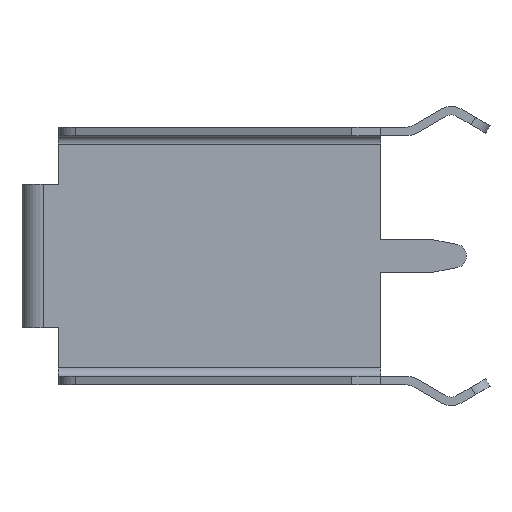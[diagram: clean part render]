
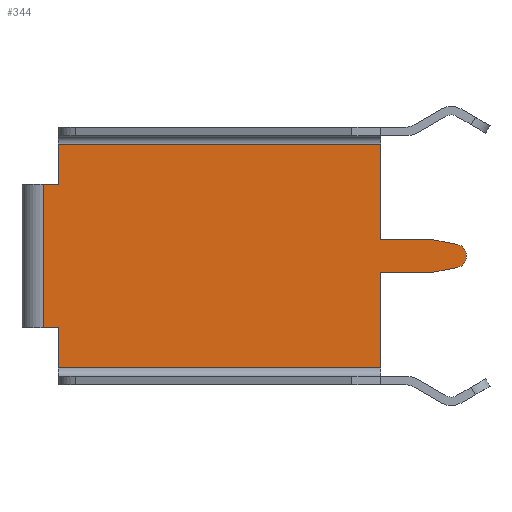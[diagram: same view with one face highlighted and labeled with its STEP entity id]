
A CAD part, left-side view. The second image highlights one B-rep face of the part: STEP entity #344.
In plain terms, the highlighted planar face has unit normal (-1, 0, 0).
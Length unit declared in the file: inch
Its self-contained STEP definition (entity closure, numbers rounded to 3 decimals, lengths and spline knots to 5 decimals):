
#37=VERTEX_POINT ( 'NONE', #1028 ) ;
#40=EDGE_CURVE ( 'NONE', #41, #37, #1068, .T. ) ;
#41=VERTEX_POINT ( 'NONE', #1065 ) ;
#263=EDGE_CURVE ( 'NONE', #284, #288, #1234, .T. ) ;
#284=VERTEX_POINT ( 'NONE', #1233 ) ;
#288=VERTEX_POINT ( 'NONE', #1129 ) ;
#344=ADVANCED_FACE ( 'NONE', ( #1407 ), #1406, .T. ) ;
#345=ORIENTED_EDGE ( 'NONE', *, *, #507, .F. ) ;
#346=EDGE_CURVE ( 'NONE', #403, #509, #1397, .T. ) ;
#347=ORIENTED_EDGE ( 'NONE', *, *, #263, .F. ) ;
#348=ORIENTED_EDGE ( 'NONE', *, *, #349, .F. ) ;
#349=EDGE_CURVE ( 'NONE', #500, #529, #1401, .T. ) ;
#350=EDGE_CURVE ( 'NONE', #41, #284, #1398, .T. ) ;
#351=EDGE_CURVE ( 'NONE', #506, #504, #1424, .T. ) ;
#352=EDGE_CURVE ( 'NONE', #403, #404, #1422, .T. ) ;
#353=ORIENTED_EDGE ( 'NONE', *, *, #532, .F. ) ;
#355=EDGE_CURVE ( 'NONE', #372, #379, #1403, .T. ) ;
#368=EDGE_CURVE ( 'NONE', #509, #372, #1068, .T. ) ;
#372=VERTEX_POINT ( 'NONE', #1346 ) ;
#379=VERTEX_POINT ( 'NONE', #1341 ) ;
#389=ORIENTED_EDGE ( 'NONE', *, *, #390, .F. ) ;
#390=EDGE_CURVE ( 'NONE', #288, #451, #1372, .T. ) ;
#398=ORIENTED_EDGE ( 'NONE', *, *, #399, .F. ) ;
#399=EDGE_CURVE ( 'NONE', #400, #407, #1390, .T. ) ;
#400=VERTEX_POINT ( 'NONE', #1172 ) ;
#402=ORIENTED_EDGE ( 'NONE', *, *, #352, .F. ) ;
#403=VERTEX_POINT ( 'NONE', #1388 ) ;
#404=VERTEX_POINT ( 'NONE', #1387 ) ;
#405=ORIENTED_EDGE ( 'NONE', *, *, #406, .F. ) ;
#406=EDGE_CURVE ( 'NONE', #407, #506, #1386, .T. ) ;
#407=VERTEX_POINT ( 'NONE', #1123 ) ;
#444=ORIENTED_EDGE ( 'NONE', *, *, #450, .F. ) ;
#450=EDGE_CURVE ( 'NONE', #451, #400, #1417, .T. ) ;
#451=VERTEX_POINT ( 'NONE', #1125 ) ;
#495=ORIENTED_EDGE ( 'NONE', *, *, #368, .T. ) ;
#496=ORIENTED_EDGE ( 'NONE', *, *, #350, .F. ) ;
#497=ORIENTED_EDGE ( 'NONE', *, *, #346, .T. ) ;
#498=ORIENTED_EDGE ( 'NONE', *, *, #355, .T. ) ;
#499=ORIENTED_EDGE ( 'NONE', *, *, #40, .T. ) ;
#500=VERTEX_POINT ( 'NONE', #1107 ) ;
#501=ORIENTED_EDGE ( 'NONE', *, *, #502, .F. ) ;
#502=EDGE_CURVE ( 'NONE', #504, #500, #1513, .T. ) ;
#503=EDGE_LOOP ( 'NONE', ( #347, #496, #499, #345, #402, #497, #495, #498, #353, #348, #501, #505, #405, #398, #444, #389 ) ) ;
#504=VERTEX_POINT ( 'NONE', #1131 ) ;
#505=ORIENTED_EDGE ( 'NONE', *, *, #351, .F. ) ;
#506=VERTEX_POINT ( 'NONE', #1149 ) ;
#507=EDGE_CURVE ( 'NONE', #404, #37, #1525, .T. ) ;
#509=VERTEX_POINT ( 'NONE', #1524 ) ;
#529=VERTEX_POINT ( 'NONE', #1176 ) ;
#532=EDGE_CURVE ( 'NONE', #529, #379, #1234, .T. ) ;
#899=DIRECTION ( 'NONE',  ( 0., 0., 1. ) ) ;
#1007=DIRECTION ( 'NONE',  ( 0., 0., -1. ) ) ;
#1028=CARTESIAN_POINT ( 'NONE',  ( 0.238, 0.45, -0.068 ) ) ;
#1065=CARTESIAN_POINT ( 'NONE',  ( 0.238, 0.45, -0.012 ) ) ;
#1066=DIRECTION ( 'NONE',  ( 0., 0., -1. ) ) ;
#1067=VECTOR ( 'NONE', #1066, 39.37008 ) ;
#1068=LINE ( 'NONE', #1065, #1067 ) ;
#1091=DIRECTION ( 'NONE',  ( 0., -1., 0. ) ) ;
#1092=VECTOR ( 'NONE', #1091, 39.37008 ) ;
#1097=DIRECTION ( 'NONE',  ( 0., -1., 0. ) ) ;
#1098=VECTOR ( 'NONE', #1097, 39.37008 ) ;
#1101=CARTESIAN_POINT ( 'NONE',  ( 0.238, -0.105, -0.16672 ) ) ;
#1107=CARTESIAN_POINT ( 'NONE',  ( 0.238, -0.0744, -0.1905 ) ) ;
#1123=CARTESIAN_POINT ( 'NONE',  ( 0.238, -0.12, -0.16672 ) ) ;
#1125=CARTESIAN_POINT ( 'NONE',  ( 0.238, -0.0744, -0.1455 ) ) ;
#1129=CARTESIAN_POINT ( 'NONE',  ( 0.238, 0., -0.1455 ) ) ;
#1131=CARTESIAN_POINT ( 'NONE',  ( 0.238, -0.10786, -0.184 ) ) ;
#1133=CARTESIAN_POINT ( 'NONE',  ( 0.238, -0.105, -0.16928 ) ) ;
#1149=CARTESIAN_POINT ( 'NONE',  ( 0.238, -0.12, -0.16928 ) ) ;
#1172=CARTESIAN_POINT ( 'NONE',  ( 0.238, -0.10786, -0.152 ) ) ;
#1176=CARTESIAN_POINT ( 'NONE',  ( 0.238, 0., -0.1905 ) ) ;
#1233=CARTESIAN_POINT ( 'NONE',  ( 0.238, 0., -0.012 ) ) ;
#1234=LINE ( 'NONE', #1233, #1067 ) ;
#1341=CARTESIAN_POINT ( 'NONE',  ( 0.238, 0., -0.324 ) ) ;
#1346=CARTESIAN_POINT ( 'NONE',  ( 0.238, 0.45, -0.324 ) ) ;
#1355=DIRECTION ( 'NONE',  ( 0., -0.982, -0.191 ) ) ;
#1356=VECTOR ( 'NONE', #1355, 39.37008 ) ;
#1359=DIRECTION ( 'NONE',  ( 1., 0., 0. ) ) ;
#1363=DIRECTION ( 'NONE',  ( 0., -1., 0. ) ) ;
#1364=VECTOR ( 'NONE', #1363, 39.37008 ) ;
#1372=LINE ( 'NONE', #1129, #1092 ) ;
#1384=DIRECTION ( 'NONE',  ( 0., 0., -1. ) ) ;
#1385=VECTOR ( 'NONE', #1384, 39.37008 ) ;
#1386=LINE ( 'NONE', #1149, #1385 ) ;
#1387=CARTESIAN_POINT ( 'NONE',  ( 0.238, 0.471, -0.068 ) ) ;
#1388=CARTESIAN_POINT ( 'NONE',  ( 0.238, 0.471, -0.268 ) ) ;
#1389=AXIS2_PLACEMENT_3D ( 'NONE', #1101, #1359, #1007 ) ;
#1390=CIRCLE ( 'NONE', #1389, 0.015 ) ;
#1397=LINE ( 'NONE', #1388, #1364 ) ;
#1398=LINE ( 'NONE', #1065, #1098 ) ;
#1399=DIRECTION ( 'NONE',  ( 0., 1., 0. ) ) ;
#1400=VECTOR ( 'NONE', #1399, 39.37008 ) ;
#1401=LINE ( 'NONE', #1176, #1400 ) ;
#1403=LINE ( 'NONE', #1346, #1098 ) ;
#1404=DIRECTION ( 'NONE',  ( 0., 0., 1. ) ) ;
#1405=VECTOR ( 'NONE', #1404, 39.37008 ) ;
#1406=PLANE ( 'NONE',  #1421 ) ;
#1407=FACE_OUTER_BOUND ( 'NONE', #503, .T. ) ;
#1417=LINE ( 'NONE', #1125, #1356 ) ;
#1419=DIRECTION ( 'NONE',  ( 0., 0., 1. ) ) ;
#1420=DIRECTION ( 'NONE',  ( -1., 0., 0. ) ) ;
#1421=AXIS2_PLACEMENT_3D ( 'NONE', #1065, #1420, #1419 ) ;
#1422=LINE ( 'NONE', #1388, #1405 ) ;
#1423=AXIS2_PLACEMENT_3D ( 'NONE', #1133, #1359, #899 ) ;
#1424=CIRCLE ( 'NONE', #1423, 0.015 ) ;
#1511=DIRECTION ( 'NONE',  ( 0., 0.982, -0.191 ) ) ;
#1512=VECTOR ( 'NONE', #1511, 39.37008 ) ;
#1513=LINE ( 'NONE', #1107, #1512 ) ;
#1524=CARTESIAN_POINT ( 'NONE',  ( 0.238, 0.45, -0.268 ) ) ;
#1525=LINE ( 'NONE', #1387, #1364 ) ;
